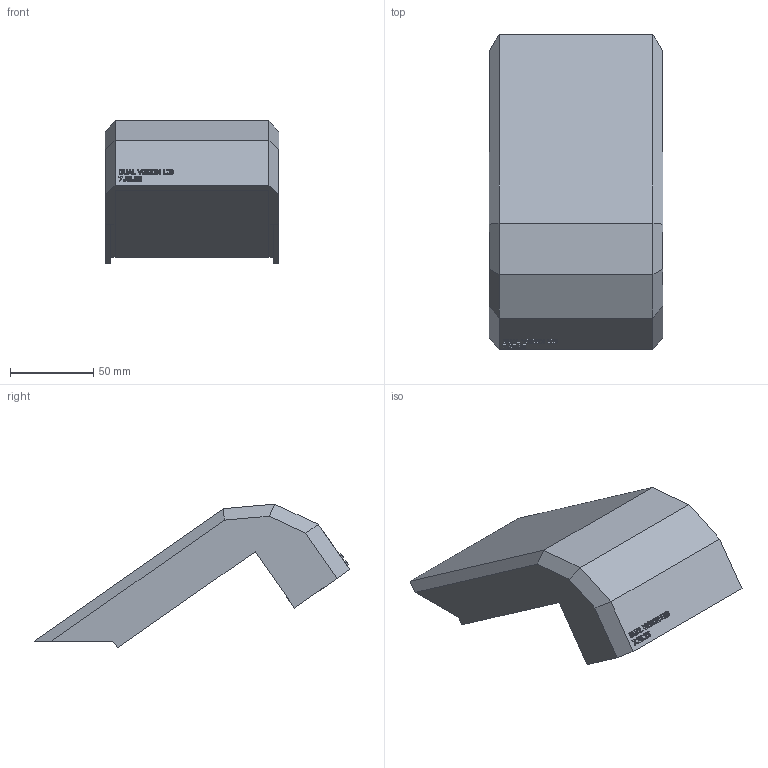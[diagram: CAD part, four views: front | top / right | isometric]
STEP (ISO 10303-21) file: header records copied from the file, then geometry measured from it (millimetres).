
FILE_DESCRIPTION(/* description */ (''),/* implementation_level */ '2;1');
FILE_NAME(/* name */ 'cameraholderlid v0.3.stp',/* time_stamp */ '2025-07-25T14:48:10-04:00',/* author */ ('mateo'),/* organization */ (''),/* preprocessor_version */ 'ST-DEVELOPER v20',/* originating_system */ 'Autodesk Inventor 2025',/* authorisation */ '');
FILE_SCHEMA (('AUTOMOTIVE_DESIGN { 1 0 10303 214 3 1 1 }'));
Length unit declared in the file: millimetre
Products named in the file (1): cameraholderlid v0.3
Bounding box: 104.46 x 189.47 x 86.31 mm (x, y, z)
Volume: 158473.7 mm3; surface area: 70027 mm2
Topology: 1 solids, 1 shells, 298 faces, 810 edges, 538 vertices
Faces by surface type: plane 196, bspline 102
Entity records: 9841 total; most frequent: CARTESIAN_POINT 2973, ORIENTED_EDGE 1620, DIRECTION 1000, EDGE_CURVE 810, LINE 606, VECTOR 606, VERTEX_POINT 538, EDGE_LOOP 322
